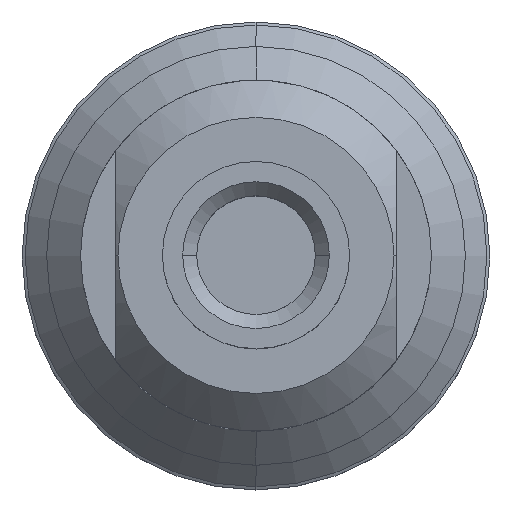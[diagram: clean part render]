
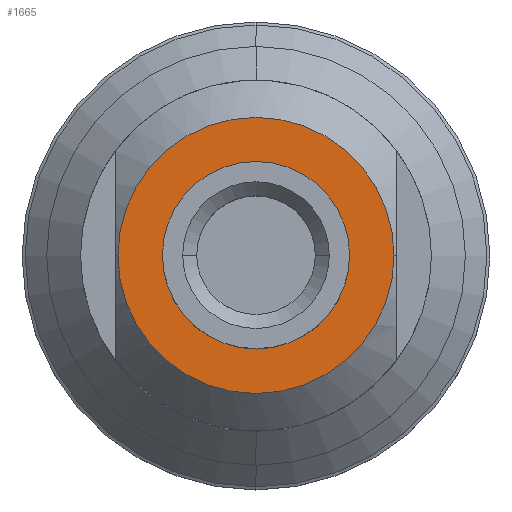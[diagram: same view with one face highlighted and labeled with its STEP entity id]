
A CAD part, top view. The second image highlights one B-rep face of the part: STEP entity #1665.
In plain terms, the highlighted planar face has unit normal (0, 0, 1).
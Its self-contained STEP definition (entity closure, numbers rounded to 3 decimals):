
#76 = EDGE_CURVE ( 'NONE', #175, #264, #3032, .T. ) ;
#117 = EDGE_LOOP ( 'NONE', ( #1304, #911 ) ) ;
#175 = VERTEX_POINT ( 'NONE', #943 ) ;
#264 = VERTEX_POINT ( 'NONE', #1784 ) ;
#327 = CIRCLE ( 'NONE', #1791, 4. ) ;
#381 = DIRECTION ( 'NONE',  ( 1., 0., 0. ) ) ;
#452 = AXIS2_PLACEMENT_3D ( 'NONE', #3292, #1708, #3306 ) ;
#487 = EDGE_CURVE ( 'NONE', #264, #175, #327, .T. ) ;
#510 = EDGE_CURVE ( 'NONE', #1854, #2010, #2185, .T. ) ;
#575 = EDGE_LOOP ( 'NONE', ( #2027, #1257 ) ) ;
#582 = CARTESIAN_POINT ( 'NONE',  ( 0., 0., -3.2 ) ) ;
#584 = DIRECTION ( 'NONE',  ( 0., 0., 1. ) ) ;
#911 = ORIENTED_EDGE ( 'NONE', *, *, #487, .T. ) ;
#943 = CARTESIAN_POINT ( 'NONE',  ( 4., 0., -3.2 ) ) ;
#950 = DIRECTION ( 'NONE',  ( 0., 0., 1. ) ) ;
#958 = EDGE_CURVE ( 'NONE', #2010, #1854, #3225, .T. ) ;
#1257 = ORIENTED_EDGE ( 'NONE', *, *, #958, .T. ) ;
#1304 = ORIENTED_EDGE ( 'NONE', *, *, #76, .T. ) ;
#1341 = FACE_OUTER_BOUND ( 'NONE', #575, .T. ) ;
#1399 = DIRECTION ( 'NONE',  ( 0., 0., -1. ) ) ;
#1416 = DIRECTION ( 'NONE',  ( 1., 0., 0. ) ) ;
#1448 = CARTESIAN_POINT ( 'NONE',  ( 0., 0., -3.2 ) ) ;
#1665 = ADVANCED_FACE ( 'NONE', ( #1341, #3243 ), #2450, .T. ) ;
#1708 = DIRECTION ( 'NONE',  ( 0., 0., -1. ) ) ;
#1784 = CARTESIAN_POINT ( 'NONE',  ( -4., 0., -3.2 ) ) ;
#1791 = AXIS2_PLACEMENT_3D ( 'NONE', #1448, #1399, #1416 ) ;
#1854 = VERTEX_POINT ( 'NONE', #2258 ) ;
#2010 = VERTEX_POINT ( 'NONE', #3384 ) ;
#2027 = ORIENTED_EDGE ( 'NONE', *, *, #510, .T. ) ;
#2127 = AXIS2_PLACEMENT_3D ( 'NONE', #582, #3317, #2184 ) ;
#2184 = DIRECTION ( 'NONE',  ( 1., 0., 0. ) ) ;
#2185 = CIRCLE ( 'NONE', #2127, 5.9 ) ;
#2258 = CARTESIAN_POINT ( 'NONE',  ( -5.9, 0., -3.2 ) ) ;
#2316 = CARTESIAN_POINT ( 'NONE',  ( 0., 0., -3.2 ) ) ;
#2450 = PLANE ( 'NONE',  #2547 ) ;
#2547 = AXIS2_PLACEMENT_3D ( 'NONE', #2993, #584, #2695 ) ;
#2695 = DIRECTION ( 'NONE',  ( 1., 0., 0. ) ) ;
#2993 = CARTESIAN_POINT ( 'NONE',  ( 0., 0., -3.2 ) ) ;
#2999 = AXIS2_PLACEMENT_3D ( 'NONE', #2316, #950, #381 ) ;
#3032 = CIRCLE ( 'NONE', #452, 4. ) ;
#3225 = CIRCLE ( 'NONE', #2999, 5.9 ) ;
#3243 = FACE_BOUND ( 'NONE', #117, .T. ) ;
#3292 = CARTESIAN_POINT ( 'NONE',  ( 0., 0., -3.2 ) ) ;
#3306 = DIRECTION ( 'NONE',  ( 1., 0., 0. ) ) ;
#3317 = DIRECTION ( 'NONE',  ( 0., 0., 1. ) ) ;
#3384 = CARTESIAN_POINT ( 'NONE',  ( 5.9, 0., -3.2 ) ) ;
